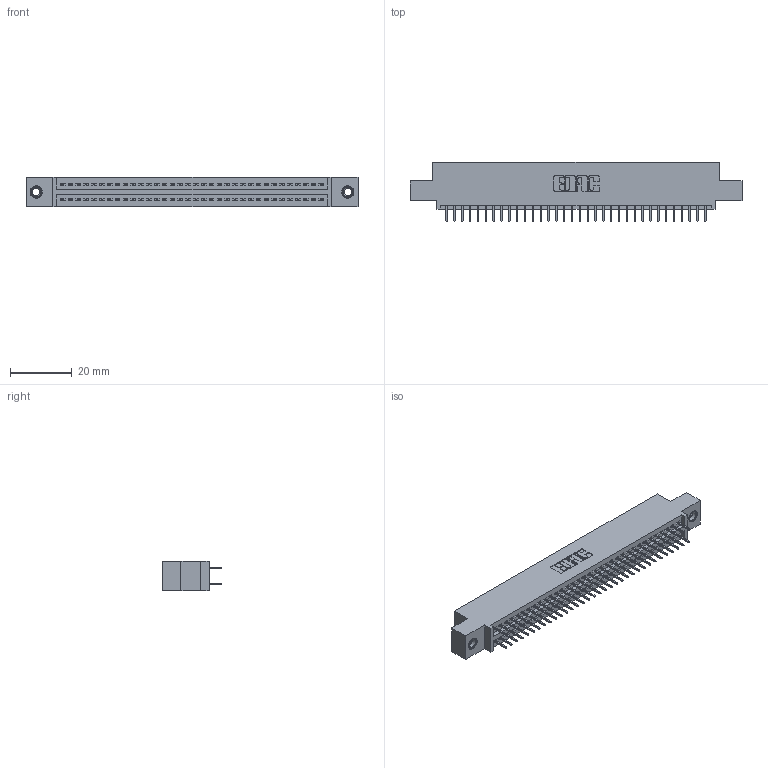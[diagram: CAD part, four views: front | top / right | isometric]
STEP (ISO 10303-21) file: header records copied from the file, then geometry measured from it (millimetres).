
FILE_DESCRIPTION (( 'STEP AP203' ), '1' );
FILE_NAME ('345-068-524-507.STEP', '2019-10-30T20:11:34', ( '' ), ( '' ), 'SwSTEP 2.0', 'SolidWorks 2016', '' );
FILE_SCHEMA (( 'CONFIG_CONTROL_DESIGN' ));
Length unit declared in the file: inch
Products named in the file (4): 345-068-524-507; 345 Part_0.110 Offset - 0.156 Dia-TI; 345-292-001_345-293-124; 345-250-001_345-250-005-103
Assembly tree (71 placements, depth 2):
  345-068-524-507
    345 Part_0.110 Offset - 0.156 Dia-TI
    345-292-001_345-293-124  x68
    345-250-001_345-250-005-103  x2
Bounding box: 107.57 x 19.35 x 9.4 mm (x, y, z)
Volume: 10185.3 mm3; surface area: 14749.7 mm2
Topology: 71 solids, 71 shells, 3862 faces, 10893 edges, 6982 vertices
Faces by surface type: plane 2768, cylinder 1078, cone 12, torus 4
Entity records: 29146 total; most frequent: CARTESIAN_POINT 4875, ORIENTED_EDGE 4802, DIRECTION 4335, EDGE_CURVE 2401, LINE 2117, VECTOR 2117, VERTEX_POINT 1592, AXIS2_PLACEMENT_3D 1109
